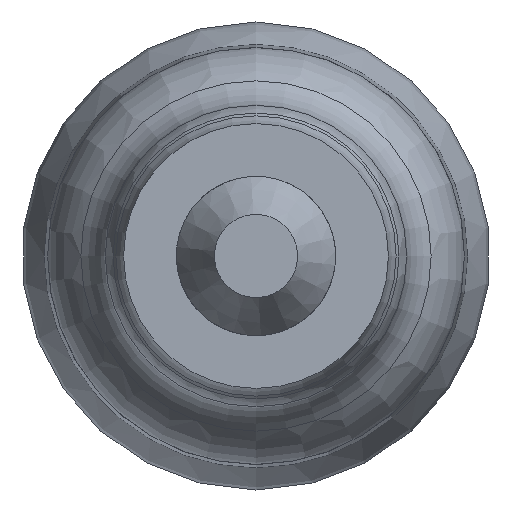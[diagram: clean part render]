
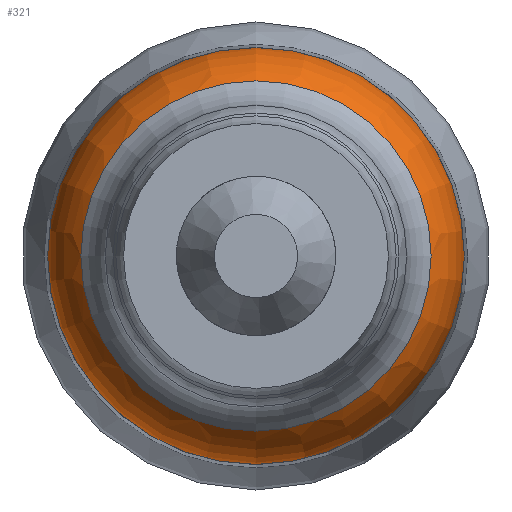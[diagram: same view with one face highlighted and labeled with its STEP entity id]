
A CAD part, left-side view. The second image highlights one B-rep face of the part: STEP entity #321.
In plain terms, the highlighted toroidal (fillet/blend) face has major radius 0.343 mm and minor radius 0.483 mm.
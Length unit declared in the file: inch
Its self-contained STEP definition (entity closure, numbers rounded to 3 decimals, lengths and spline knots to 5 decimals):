
#22 = DIRECTION ( 'NONE',  ( 0., 0., 1. ) ) ;
#41 = CARTESIAN_POINT ( 'NONE',  ( 0.10161, 0., 0. ) ) ;
#50 = DIRECTION ( 'NONE',  ( -1., 0., 0. ) ) ;
#76 = DIRECTION ( 'NONE',  ( 0., 0., 1. ) ) ;
#108 = TOROIDAL_SURFACE ( 'NONE', #327, 0.0135, 0.019 ) ;
#110 = FACE_OUTER_BOUND ( 'NONE', #332, .T. ) ;
#113 = CARTESIAN_POINT ( 'NONE',  ( 0.11465, 0., 0. ) ) ;
#151 = DIRECTION ( 'NONE',  ( 0., 0., 1. ) ) ;
#154 = CARTESIAN_POINT ( 'NONE',  ( 0.11463, 0., 0.0325 ) ) ;
#167 = EDGE_CURVE ( 'NONE', #218, #218, #204, .T. ) ;
#193 = EDGE_LOOP ( 'NONE', ( #221 ) ) ;
#204 = CIRCLE ( 'NONE', #253, 0.0325 ) ;
#212 = EDGE_CURVE ( 'NONE', #285, #285, #299, .T. ) ;
#217 = ORIENTED_EDGE ( 'NONE', *, *, #212, .F. ) ;
#218 = VERTEX_POINT ( 'NONE', #154 ) ;
#221 = ORIENTED_EDGE ( 'NONE', *, *, #167, .T. ) ;
#231 = AXIS2_PLACEMENT_3D ( 'NONE', #41, #348, #22 ) ;
#245 = CARTESIAN_POINT ( 'NONE',  ( 0.10161, 0., 0.02732 ) ) ;
#253 = AXIS2_PLACEMENT_3D ( 'NONE', #264, #318, #76 ) ;
#264 = CARTESIAN_POINT ( 'NONE',  ( 0.11463, 0., 0. ) ) ;
#285 = VERTEX_POINT ( 'NONE', #245 ) ;
#298 = FACE_OUTER_BOUND ( 'NONE', #193, .T. ) ;
#299 = CIRCLE ( 'NONE', #231, 0.02732 ) ;
#318 = DIRECTION ( 'NONE',  ( -1., 0., 0. ) ) ;
#321 = ADVANCED_FACE ( 'NONE', ( #298, #110 ), #108, .T. ) ;
#327 = AXIS2_PLACEMENT_3D ( 'NONE', #113, #50, #151 ) ;
#332 = EDGE_LOOP ( 'NONE', ( #217 ) ) ;
#348 = DIRECTION ( 'NONE',  ( -1., 0., 0. ) ) ;
